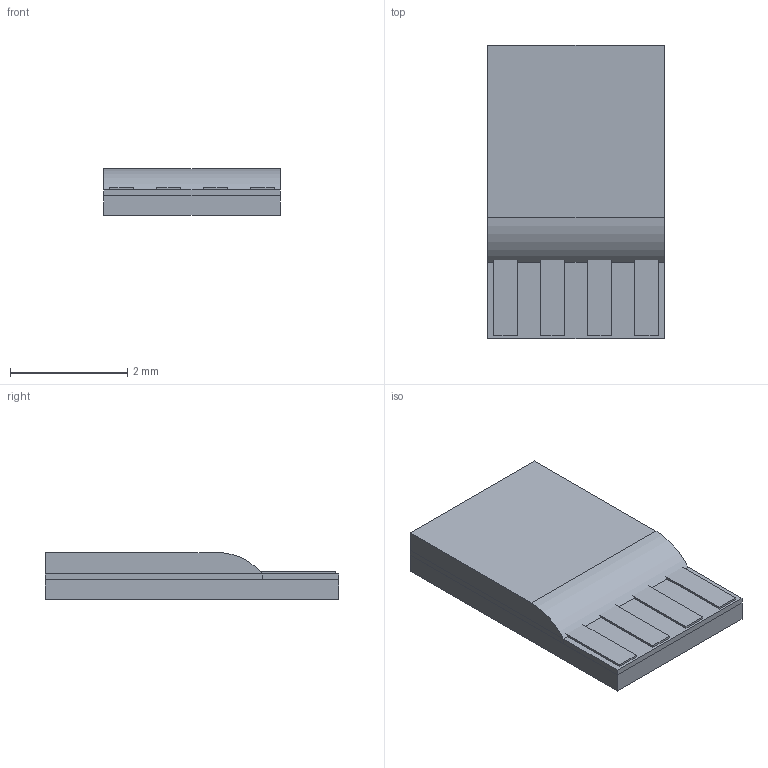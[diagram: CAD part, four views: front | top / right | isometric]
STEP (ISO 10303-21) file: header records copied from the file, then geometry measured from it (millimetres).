
FILE_DESCRIPTION((''),'2;1');
FILE_NAME('HOEBEN_HE244.stp','2014-09-03T10:45:05',(''),(''),'Mechanical Desktop 2011','Mechanical Desktop 2011',', , ');
FILE_SCHEMA(('AUTOMOTIVE_DESIGN { 1 2 10303 214 1 1 1 1 }'));
Length unit declared in the file: millimetre
Products named in the file (1): Product
Bounding box: 3 x 5 x 0.8 mm (x, y, z)
Volume: 10.4 mm3; surface area: 99 mm2
Topology: 8 solids, 8 shells, 48 faces, 96 edges, 64 vertices
Faces by surface type: plane 34, bspline 14
Entity records: 1275 total; most frequent: CARTESIAN_POINT 253, ORIENTED_EDGE 192, DIRECTION 168, EDGE_CURVE 96, VECTOR 94, LINE 94, VERTEX_POINT 64, EDGE_LOOP 48
